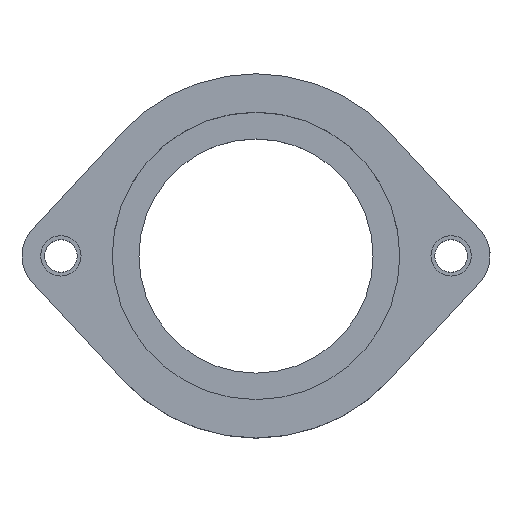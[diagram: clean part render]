
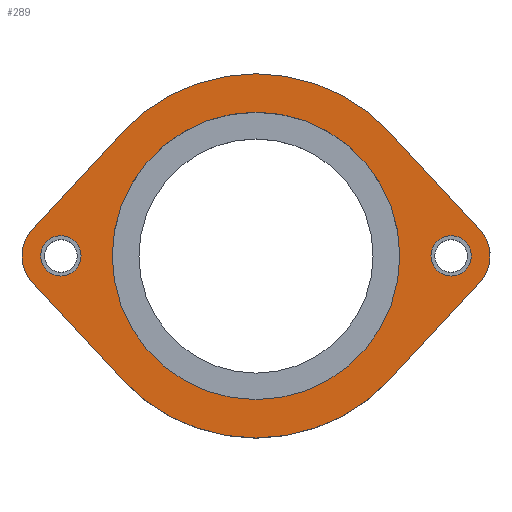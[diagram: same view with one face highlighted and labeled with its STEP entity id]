
A CAD part, top view. The second image highlights one B-rep face of the part: STEP entity #289.
In plain terms, the highlighted planar face has unit normal (0, 0, 1).
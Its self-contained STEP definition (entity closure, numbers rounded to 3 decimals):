
#23=FACE_BOUND('',#56,.T.);
#24=FACE_BOUND('',#57,.T.);
#25=FACE_BOUND('',#58,.T.);
#30=PLANE('',#322);
#38=FACE_OUTER_BOUND('',#55,.T.);
#55=EDGE_LOOP('',(#210,#211,#212,#213,#214,#215,#216,#217));
#56=EDGE_LOOP('',(#218));
#57=EDGE_LOOP('',(#219));
#58=EDGE_LOOP('',(#220));
#79=LINE('',#458,#101);
#80=LINE('',#462,#102);
#81=LINE('',#466,#103);
#82=LINE('',#470,#104);
#101=VECTOR('',#365,10.);
#102=VECTOR('',#368,10.);
#103=VECTOR('',#371,10.);
#104=VECTOR('',#374,10.);
#122=CIRCLE('',#320,1.55);
#124=CIRCLE('',#323,3.);
#125=CIRCLE('',#324,14.);
#126=CIRCLE('',#325,3.);
#127=CIRCLE('',#326,14.);
#128=CIRCLE('',#327,1.55);
#129=CIRCLE('',#328,11.05);
#140=VERTEX_POINT('',#450);
#142=VERTEX_POINT('',#456);
#143=VERTEX_POINT('',#457);
#144=VERTEX_POINT('',#459);
#145=VERTEX_POINT('',#461);
#146=VERTEX_POINT('',#463);
#147=VERTEX_POINT('',#465);
#148=VERTEX_POINT('',#467);
#149=VERTEX_POINT('',#469);
#150=VERTEX_POINT('',#472);
#151=VERTEX_POINT('',#474);
#166=EDGE_CURVE('',#140,#140,#122,.T.);
#169=EDGE_CURVE('',#142,#143,#79,.T.);
#170=EDGE_CURVE('',#143,#144,#124,.T.);
#171=EDGE_CURVE('',#144,#145,#80,.T.);
#172=EDGE_CURVE('',#145,#146,#125,.T.);
#173=EDGE_CURVE('',#146,#147,#81,.T.);
#174=EDGE_CURVE('',#147,#148,#126,.T.);
#175=EDGE_CURVE('',#148,#149,#82,.T.);
#176=EDGE_CURVE('',#149,#142,#127,.T.);
#177=EDGE_CURVE('',#150,#150,#128,.T.);
#178=EDGE_CURVE('',#151,#151,#129,.T.);
#210=ORIENTED_EDGE('',*,*,#169,.T.);
#211=ORIENTED_EDGE('',*,*,#170,.T.);
#212=ORIENTED_EDGE('',*,*,#171,.T.);
#213=ORIENTED_EDGE('',*,*,#172,.T.);
#214=ORIENTED_EDGE('',*,*,#173,.T.);
#215=ORIENTED_EDGE('',*,*,#174,.T.);
#216=ORIENTED_EDGE('',*,*,#175,.T.);
#217=ORIENTED_EDGE('',*,*,#176,.T.);
#218=ORIENTED_EDGE('',*,*,#177,.F.);
#219=ORIENTED_EDGE('',*,*,#178,.T.);
#220=ORIENTED_EDGE('',*,*,#166,.F.);
#289=ADVANCED_FACE('',(#38,#23,#24,#25),#30,.F.);
#320=AXIS2_PLACEMENT_3D('',#451,#358,#359);
#322=AXIS2_PLACEMENT_3D('',#455,#363,#364);
#323=AXIS2_PLACEMENT_3D('',#460,#366,#367);
#324=AXIS2_PLACEMENT_3D('',#464,#369,#370);
#325=AXIS2_PLACEMENT_3D('',#468,#372,#373);
#326=AXIS2_PLACEMENT_3D('',#471,#375,#376);
#327=AXIS2_PLACEMENT_3D('',#473,#377,#378);
#328=AXIS2_PLACEMENT_3D('',#475,#379,#380);
#358=DIRECTION('center_axis',(0.,0.,
1.));
#359=DIRECTION('ref_axis',(1.,0.,0.));
#363=DIRECTION('center_axis',(0.,0.,
-1.));
#364=DIRECTION('ref_axis',(1.,0.,0.));
#365=DIRECTION('',(0.68,0.733,0.));
#366=DIRECTION('center_axis',(0.,0.,
1.));
#367=DIRECTION('ref_axis',(1.,0.,0.));
#368=DIRECTION('',(-0.68,0.733,0.));
#369=DIRECTION('center_axis',(0.,0.,
1.));
#370=DIRECTION('ref_axis',(1.,0.,0.));
#371=DIRECTION('',(-0.68,-0.733,0.));
#372=DIRECTION('center_axis',(0.,0.,
1.));
#373=DIRECTION('ref_axis',(1.,0.,0.));
#374=DIRECTION('',(0.68,-0.733,0.));
#375=DIRECTION('center_axis',(0.,0.,
1.));
#376=DIRECTION('ref_axis',(1.,0.,0.));
#377=DIRECTION('center_axis',(0.,0.,
1.));
#378=DIRECTION('ref_axis',(1.,0.,0.));
#379=DIRECTION('center_axis',(0.,0.,
-1.));
#380=DIRECTION('ref_axis',(1.,0.,0.));
#450=CARTESIAN_POINT('',(2.27,326.144,318.215));
#451=CARTESIAN_POINT('Origin',(3.82,326.144,318.215));
#455=CARTESIAN_POINT('Origin',(18.82,326.144,318.215));
#456=CARTESIAN_POINT('',(29.087,316.625,318.215));
#457=CARTESIAN_POINT('',(36.02,324.104,318.215));
#458=CARTESIAN_POINT('',(36.02,324.104,318.215));
#459=CARTESIAN_POINT('',(36.02,328.183,318.215));
#460=CARTESIAN_POINT('Origin',(33.82,326.144,318.215));
#461=CARTESIAN_POINT('',(29.087,335.662,318.215));
#462=CARTESIAN_POINT('',(36.02,328.183,318.215));
#463=CARTESIAN_POINT('',(8.554,335.662,318.215));
#464=CARTESIAN_POINT('Origin',(18.82,326.144,318.215));
#465=CARTESIAN_POINT('',(1.62,328.183,318.215));
#466=CARTESIAN_POINT('',(1.62,328.183,318.215));
#467=CARTESIAN_POINT('',(1.62,324.104,318.215));
#468=CARTESIAN_POINT('Origin',(3.82,326.144,318.215));
#469=CARTESIAN_POINT('',(8.554,316.625,318.215));
#470=CARTESIAN_POINT('',(1.62,324.104,318.215));
#471=CARTESIAN_POINT('Origin',(18.82,326.144,318.215));
#472=CARTESIAN_POINT('',(32.27,326.144,318.215));
#473=CARTESIAN_POINT('Origin',(33.82,326.144,318.215));
#474=CARTESIAN_POINT('',(7.77,326.144,318.215));
#475=CARTESIAN_POINT('Origin',(18.82,326.144,318.215));
